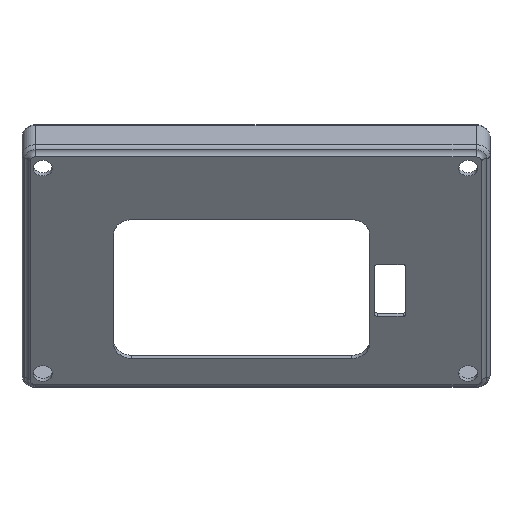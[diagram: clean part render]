
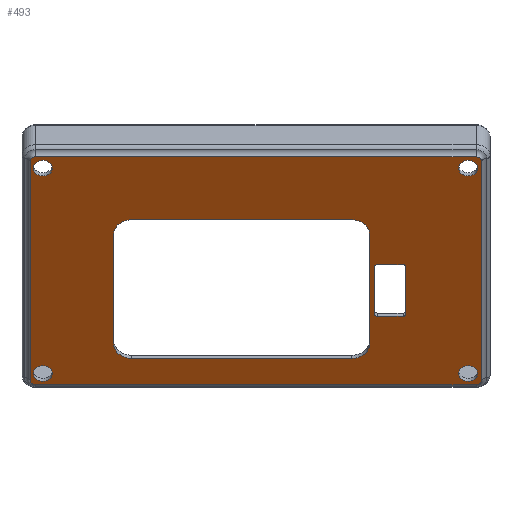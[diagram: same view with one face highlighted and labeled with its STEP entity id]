
A CAD part, front view. The second image highlights one B-rep face of the part: STEP entity #493.
In plain terms, the highlighted planar face has unit normal (0, -0.819, -0.574).
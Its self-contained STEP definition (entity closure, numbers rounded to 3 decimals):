
#234=CARTESIAN_POINT('',(0.,-25.991,67.092));
#235=DIRECTION('',(0.,-0.819,-0.574));
#236=DIRECTION('',(1.,0.,0.));
#237=AXIS2_PLACEMENT_3D('',#234,#235,#236);
#238=PLANE('',#237);
#239=CARTESIAN_POINT('',(62.,9.208,16.824));
#240=VERTEX_POINT('',#239);
#241=CARTESIAN_POINT('',(62.,7.2,19.691));
#242=DIRECTION('',(0.,-0.819,-0.574));
#243=DIRECTION('',(0.,0.574,-0.819));
#244=AXIS2_PLACEMENT_3D('',#241,#242,#243);
#245=CIRCLE('',#244,3.5);
#246=EDGE_CURVE('',#240,#240,#245,.T.);
#247=ORIENTED_EDGE('',*,*,#246,.F.);
#248=EDGE_LOOP('',(#247));
#249=FACE_BOUND('',#248,.T.);
#250=CARTESIAN_POINT('',(-94.,-43.561,92.186));
#251=VERTEX_POINT('',#250);
#252=CARTESIAN_POINT('',(-94.,-45.569,95.053));
#253=DIRECTION('',(0.,-0.819,-0.574));
#254=DIRECTION('',(0.,0.574,-0.819));
#255=AXIS2_PLACEMENT_3D('',#252,#253,#254);
#256=CIRCLE('',#255,3.5);
#257=EDGE_CURVE('',#251,#251,#256,.T.);
#258=ORIENTED_EDGE('',*,*,#257,.F.);
#259=EDGE_LOOP('',(#258));
#260=FACE_BOUND('',#259,.T.);
#261=CARTESIAN_POINT('',(62.,-43.561,92.186));
#262=VERTEX_POINT('',#261);
#263=CARTESIAN_POINT('',(62.,-45.569,95.053));
#264=DIRECTION('',(0.,-0.819,-0.574));
#265=DIRECTION('',(0.,0.574,-0.819));
#266=AXIS2_PLACEMENT_3D('',#263,#264,#265);
#267=CIRCLE('',#266,3.5);
#268=EDGE_CURVE('',#262,#262,#267,.T.);
#269=ORIENTED_EDGE('',*,*,#268,.F.);
#270=EDGE_LOOP('',(#269));
#271=FACE_BOUND('',#270,.T.);
#272=CARTESIAN_POINT('',(-94.,9.208,16.824));
#273=VERTEX_POINT('',#272);
#274=CARTESIAN_POINT('',(-94.,7.2,19.691));
#275=DIRECTION('',(0.,-0.819,-0.574));
#276=DIRECTION('',(0.,0.574,-0.819));
#277=AXIS2_PLACEMENT_3D('',#274,#275,#276);
#278=CIRCLE('',#277,3.5);
#279=EDGE_CURVE('',#273,#273,#278,.T.);
#280=ORIENTED_EDGE('',*,*,#279,.F.);
#281=EDGE_LOOP('',(#280));
#282=FACE_BOUND('',#281,.T.);
#283=CARTESIAN_POINT('',(-68.,-0.467,30.64));
#284=VERTEX_POINT('',#283);
#285=CARTESIAN_POINT('',(-68.,-28.572,70.778));
#286=VERTEX_POINT('',#285);
#287=CARTESIAN_POINT('',(-68.,-0.467,30.64));
#288=DIRECTION('',(0.,-0.574,0.819));
#289=VECTOR('',#288,49.);
#290=LINE('',#287,#289);
#291=EDGE_CURVE('',#284,#286,#290,.T.);
#292=ORIENTED_EDGE('',*,*,#291,.T.);
#293=CARTESIAN_POINT('',(-61.5,-32.3,76.103));
#294=VERTEX_POINT('',#293);
#295=CARTESIAN_POINT('',(-61.5,-28.572,70.778));
#296=DIRECTION('',(-0.,0.819,0.574));
#297=DIRECTION('',(0.,0.574,-0.819));
#298=AXIS2_PLACEMENT_3D('',#295,#296,#297);
#299=CIRCLE('',#298,6.5);
#300=EDGE_CURVE('',#286,#294,#299,.T.);
#301=ORIENTED_EDGE('',*,*,#300,.T.);
#302=CARTESIAN_POINT('',(19.373,-32.3,76.103));
#303=VERTEX_POINT('',#302);
#304=CARTESIAN_POINT('',(-61.5,-32.3,76.103));
#305=DIRECTION('',(1.,0.,-0.));
#306=VECTOR('',#305,80.873);
#307=LINE('',#304,#306);
#308=EDGE_CURVE('',#294,#303,#307,.T.);
#309=ORIENTED_EDGE('',*,*,#308,.T.);
#310=CARTESIAN_POINT('',(25.873,-28.572,70.778));
#311=VERTEX_POINT('',#310);
#312=CARTESIAN_POINT('',(19.373,-28.572,70.778));
#313=DIRECTION('',(-0.,0.819,0.574));
#314=DIRECTION('',(0.,0.574,-0.819));
#315=AXIS2_PLACEMENT_3D('',#312,#313,#314);
#316=CIRCLE('',#315,6.5);
#317=EDGE_CURVE('',#303,#311,#316,.T.);
#318=ORIENTED_EDGE('',*,*,#317,.T.);
#319=CARTESIAN_POINT('',(25.873,-0.467,30.64));
#320=VERTEX_POINT('',#319);
#321=CARTESIAN_POINT('',(25.873,-28.572,70.778));
#322=DIRECTION('',(0.,0.574,-0.819));
#323=VECTOR('',#322,49.);
#324=LINE('',#321,#323);
#325=EDGE_CURVE('',#311,#320,#324,.T.);
#326=ORIENTED_EDGE('',*,*,#325,.T.);
#327=CARTESIAN_POINT('',(19.373,3.262,25.316));
#328=VERTEX_POINT('',#327);
#329=CARTESIAN_POINT('',(19.373,-0.467,30.64));
#330=DIRECTION('',(-0.,0.819,0.574));
#331=DIRECTION('',(0.,0.574,-0.819));
#332=AXIS2_PLACEMENT_3D('',#329,#330,#331);
#333=CIRCLE('',#332,6.5);
#334=EDGE_CURVE('',#320,#328,#333,.T.);
#335=ORIENTED_EDGE('',*,*,#334,.T.);
#336=CARTESIAN_POINT('',(-61.5,3.262,25.316));
#337=VERTEX_POINT('',#336);
#338=CARTESIAN_POINT('',(19.373,3.262,25.316));
#339=DIRECTION('',(-1.,0.,0.));
#340=VECTOR('',#339,80.873);
#341=LINE('',#338,#340);
#342=EDGE_CURVE('',#328,#337,#341,.T.);
#343=ORIENTED_EDGE('',*,*,#342,.T.);
#344=CARTESIAN_POINT('',(-61.5,-0.467,30.64));
#345=DIRECTION('',(-0.,0.819,0.574));
#346=DIRECTION('',(0.,0.574,-0.819));
#347=AXIS2_PLACEMENT_3D('',#344,#345,#346);
#348=CIRCLE('',#347,6.5);
#349=EDGE_CURVE('',#337,#284,#348,.T.);
#350=ORIENTED_EDGE('',*,*,#349,.T.);
#351=EDGE_LOOP('',(#292,#301,#309,#318,#326,#335,#343,#350));
#352=FACE_BOUND('',#351,.T.);
#353=CARTESIAN_POINT('',(64.873,-48.495,99.231));
#354=VERTEX_POINT('',#353);
#355=CARTESIAN_POINT('',(66.901,-47.332,97.57));
#356=VERTEX_POINT('',#355);
#357=CARTESIAN_POINT('',(64.873,-47.332,97.57));
#358=DIRECTION('',(0.,0.819,0.574));
#359=DIRECTION('',(0.,-0.574,0.819));
#360=AXIS2_PLACEMENT_3D('',#357,#358,#359);
#361=CIRCLE('',#360,2.027);
#362=EDGE_CURVE('',#354,#356,#361,.T.);
#363=ORIENTED_EDGE('',*,*,#362,.F.);
#364=CARTESIAN_POINT('',(-96.627,-48.495,99.231));
#365=VERTEX_POINT('',#364);
#366=CARTESIAN_POINT('',(-96.627,-48.495,99.231));
#367=DIRECTION('',(1.,0.,-0.));
#368=VECTOR('',#367,161.5);
#369=LINE('',#366,#368);
#370=EDGE_CURVE('',#365,#354,#369,.T.);
#371=ORIENTED_EDGE('',*,*,#370,.F.);
#372=CARTESIAN_POINT('',(-98.654,-47.332,97.57));
#373=VERTEX_POINT('',#372);
#374=CARTESIAN_POINT('',(-96.627,-47.332,97.57));
#375=DIRECTION('',(0.,0.819,0.574));
#376=DIRECTION('',(0.,-0.574,0.819));
#377=AXIS2_PLACEMENT_3D('',#374,#375,#376);
#378=CIRCLE('',#377,2.027);
#379=EDGE_CURVE('',#373,#365,#378,.T.);
#380=ORIENTED_EDGE('',*,*,#379,.F.);
#381=CARTESIAN_POINT('',(-98.654,8.936,17.211));
#382=VERTEX_POINT('',#381);
#383=CARTESIAN_POINT('',(-98.654,8.936,17.211));
#384=DIRECTION('',(0.,-0.574,0.819));
#385=VECTOR('',#384,98.1);
#386=LINE('',#383,#385);
#387=EDGE_CURVE('',#382,#373,#386,.T.);
#388=ORIENTED_EDGE('',*,*,#387,.F.);
#389=CARTESIAN_POINT('',(-96.627,10.099,15.551));
#390=VERTEX_POINT('',#389);
#391=CARTESIAN_POINT('',(-96.627,8.936,17.211));
#392=DIRECTION('',(0.,0.819,0.574));
#393=DIRECTION('',(0.,-0.574,0.819));
#394=AXIS2_PLACEMENT_3D('',#391,#392,#393);
#395=CIRCLE('',#394,2.027);
#396=EDGE_CURVE('',#390,#382,#395,.T.);
#397=ORIENTED_EDGE('',*,*,#396,.F.);
#398=CARTESIAN_POINT('',(64.873,10.099,15.551));
#399=VERTEX_POINT('',#398);
#400=CARTESIAN_POINT('',(64.873,10.099,15.551));
#401=DIRECTION('',(-1.,0.,0.));
#402=VECTOR('',#401,161.5);
#403=LINE('',#400,#402);
#404=EDGE_CURVE('',#399,#390,#403,.T.);
#405=ORIENTED_EDGE('',*,*,#404,.F.);
#406=CARTESIAN_POINT('',(66.901,8.936,17.211));
#407=VERTEX_POINT('',#406);
#408=CARTESIAN_POINT('',(64.873,8.936,17.211));
#409=DIRECTION('',(0.,0.819,0.574));
#410=DIRECTION('',(0.,-0.574,0.819));
#411=AXIS2_PLACEMENT_3D('',#408,#409,#410);
#412=CIRCLE('',#411,2.027);
#413=EDGE_CURVE('',#407,#399,#412,.T.);
#414=ORIENTED_EDGE('',*,*,#413,.F.);
#415=CARTESIAN_POINT('',(66.901,-47.332,97.57));
#416=DIRECTION('',(0.,0.574,-0.819));
#417=VECTOR('',#416,98.1);
#418=LINE('',#415,#417);
#419=EDGE_CURVE('',#356,#407,#418,.T.);
#420=ORIENTED_EDGE('',*,*,#419,.F.);
#421=EDGE_LOOP('',(#363,#371,#380,#388,#397,#405,#414,#420));
#422=FACE_BOUND('',#421,.T.);
#423=CARTESIAN_POINT('',(39.173,-20.198,58.819));
#424=VERTEX_POINT('',#423);
#425=CARTESIAN_POINT('',(39.173,-8.128,41.581));
#426=VERTEX_POINT('',#425);
#427=CARTESIAN_POINT('',(39.173,-20.198,58.819));
#428=DIRECTION('',(0.,0.574,-0.819));
#429=VECTOR('',#428,21.044);
#430=LINE('',#427,#429);
#431=EDGE_CURVE('',#424,#426,#430,.T.);
#432=ORIENTED_EDGE('',*,*,#431,.T.);
#433=CARTESIAN_POINT('',(38.173,-7.554,40.762));
#434=VERTEX_POINT('',#433);
#435=CARTESIAN_POINT('',(38.173,-8.128,41.581));
#436=DIRECTION('',(-0.,0.819,0.574));
#437=DIRECTION('',(0.,0.574,-0.819));
#438=AXIS2_PLACEMENT_3D('',#435,#436,#437);
#439=CIRCLE('',#438,1.);
#440=EDGE_CURVE('',#426,#434,#439,.T.);
#441=ORIENTED_EDGE('',*,*,#440,.T.);
#442=CARTESIAN_POINT('',(28.658,-7.554,40.762));
#443=VERTEX_POINT('',#442);
#444=CARTESIAN_POINT('',(38.173,-7.554,40.762));
#445=DIRECTION('',(-1.,0.,0.));
#446=VECTOR('',#445,9.515);
#447=LINE('',#444,#446);
#448=EDGE_CURVE('',#434,#443,#447,.T.);
#449=ORIENTED_EDGE('',*,*,#448,.T.);
#450=CARTESIAN_POINT('',(27.658,-8.128,41.581));
#451=VERTEX_POINT('',#450);
#452=CARTESIAN_POINT('',(28.658,-8.128,41.581));
#453=DIRECTION('',(-0.,0.819,0.574));
#454=DIRECTION('',(0.,0.574,-0.819));
#455=AXIS2_PLACEMENT_3D('',#452,#453,#454);
#456=CIRCLE('',#455,1.);
#457=EDGE_CURVE('',#443,#451,#456,.T.);
#458=ORIENTED_EDGE('',*,*,#457,.T.);
#459=CARTESIAN_POINT('',(27.658,-20.198,58.819));
#460=VERTEX_POINT('',#459);
#461=CARTESIAN_POINT('',(27.658,-8.128,41.581));
#462=DIRECTION('',(0.,-0.574,0.819));
#463=VECTOR('',#462,21.044);
#464=LINE('',#461,#463);
#465=EDGE_CURVE('',#451,#460,#464,.T.);
#466=ORIENTED_EDGE('',*,*,#465,.T.);
#467=CARTESIAN_POINT('',(28.658,-20.772,59.639));
#468=VERTEX_POINT('',#467);
#469=CARTESIAN_POINT('',(28.658,-20.198,58.819));
#470=DIRECTION('',(-0.,0.819,0.574));
#471=DIRECTION('',(0.,0.574,-0.819));
#472=AXIS2_PLACEMENT_3D('',#469,#470,#471);
#473=CIRCLE('',#472,1.);
#474=EDGE_CURVE('',#460,#468,#473,.T.);
#475=ORIENTED_EDGE('',*,*,#474,.T.);
#476=CARTESIAN_POINT('',(38.173,-20.772,59.639));
#477=VERTEX_POINT('',#476);
#478=CARTESIAN_POINT('',(28.658,-20.772,59.639));
#479=DIRECTION('',(1.,0.,-0.));
#480=VECTOR('',#479,9.515);
#481=LINE('',#478,#480);
#482=EDGE_CURVE('',#468,#477,#481,.T.);
#483=ORIENTED_EDGE('',*,*,#482,.T.);
#484=CARTESIAN_POINT('',(38.173,-20.198,58.819));
#485=DIRECTION('',(-0.,0.819,0.574));
#486=DIRECTION('',(0.,0.574,-0.819));
#487=AXIS2_PLACEMENT_3D('',#484,#485,#486);
#488=CIRCLE('',#487,1.);
#489=EDGE_CURVE('',#477,#424,#488,.T.);
#490=ORIENTED_EDGE('',*,*,#489,.T.);
#491=EDGE_LOOP('',(#432,#441,#449,#458,#466,#475,#483,#490));
#492=FACE_BOUND('',#491,.T.);
#493=ADVANCED_FACE('',(#249,#260,#271,#282,#352,#422,#492),#238,.T.);
